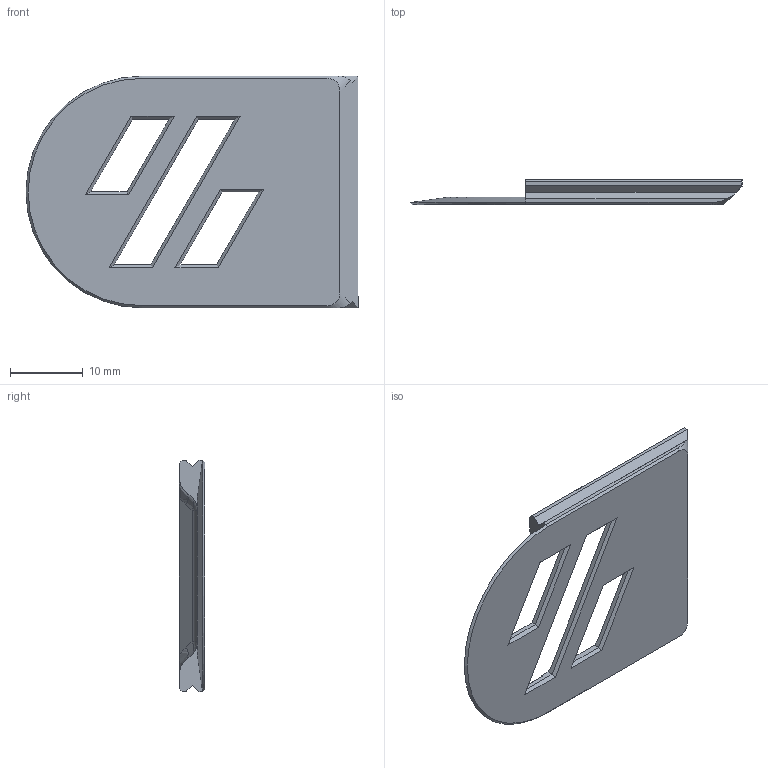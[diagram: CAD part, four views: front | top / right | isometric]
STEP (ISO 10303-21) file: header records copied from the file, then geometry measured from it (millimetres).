
FILE_DESCRIPTION (( 'STEP AP214' ), '1' );
FILE_NAME ('2_5_mm__gap_1mm_thick_motor_cover.STEP', '2021-09-17T02:02:09', ( '' ), ( '' ), 'SwSTEP 2.0', 'SolidWorks 2021', '' );
FILE_SCHEMA (( 'AUTOMOTIVE_DESIGN' ));
Length unit declared in the file: millimetre
Products named in the file (1): 2_5_mm__gap_1mm_thick_motor_cover
Bounding box: 45.58 x 3.5 x 31.8 mm (x, y, z)
Volume: 1766.5 mm3; surface area: 2756.4 mm2
Topology: 1 solids, 1 shells, 62 faces, 165 edges, 102 vertices
Faces by surface type: plane 47, cylinder 9, cone 2, bspline 2, sphere 2
Entity records: 1958 total; most frequent: CARTESIAN_POINT 430, ORIENTED_EDGE 330, DIRECTION 284, EDGE_CURVE 165, LINE 132, VECTOR 132, VERTEX_POINT 102, AXIS2_PLACEMENT_3D 76
